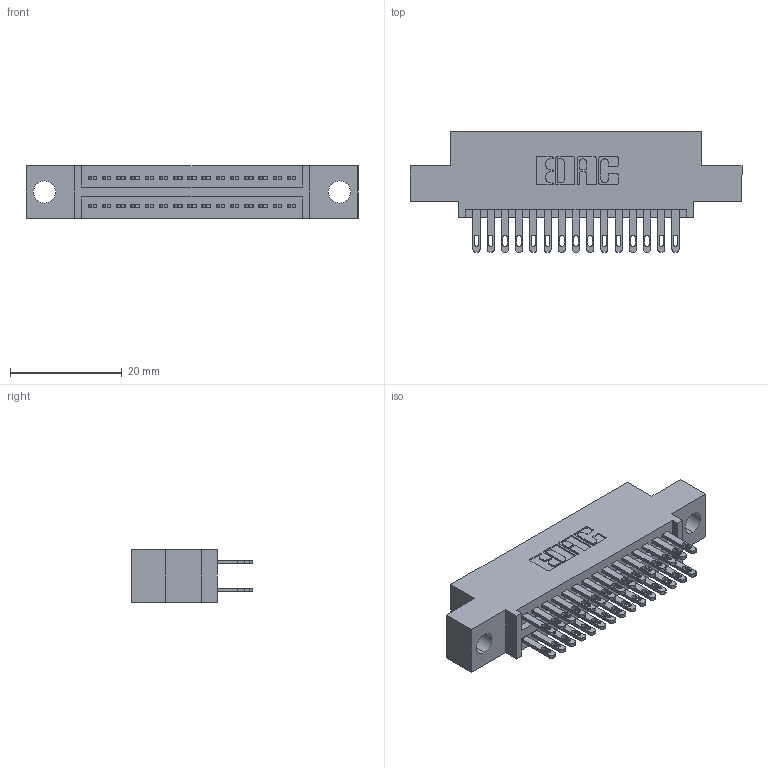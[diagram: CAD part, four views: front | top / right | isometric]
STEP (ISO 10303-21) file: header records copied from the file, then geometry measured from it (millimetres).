
FILE_DESCRIPTION (( 'STEP AP203' ), '1' );
FILE_NAME ('345-030-500-504.STEP', '2018-08-23T03:07:37', ( '' ), ( '' ), 'SwSTEP 2.0', 'SolidWorks 2016', '' );
FILE_SCHEMA (( 'CONFIG_CONTROL_DESIGN' ));
Length unit declared in the file: inch
Products named in the file (3): 345-030-500-504; 345 Part_0.110 Offset - 0.156 Dia-TH; 345-292-001_345-293-100
Assembly tree (31 placements, depth 2):
  345-030-500-504
    345 Part_0.110 Offset - 0.156 Dia-TH
    345-292-001_345-293-100  x30
Bounding box: 59.31 x 21.51 x 9.4 mm (x, y, z)
Volume: 5441.2 mm3; surface area: 7734 mm2
Topology: 31 solids, 31 shells, 1510 faces, 4583 edges, 3054 vertices
Faces by surface type: plane 894, cylinder 616
Entity records: 15469 total; most frequent: CARTESIAN_POINT 2620, ORIENTED_EDGE 2554, DIRECTION 2345, EDGE_CURVE 1277, LINE 1081, VECTOR 1081, VERTEX_POINT 850, AXIS2_PLACEMENT_3D 632
